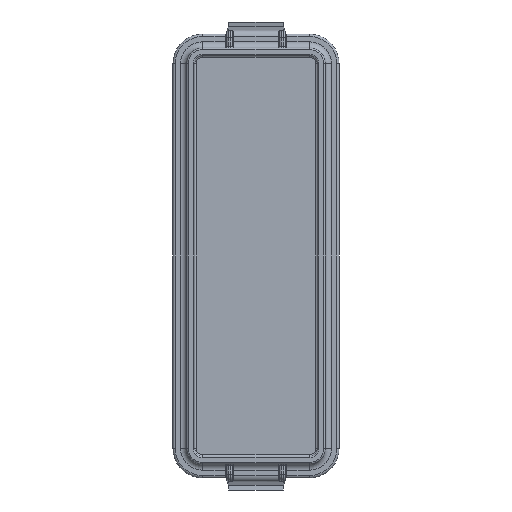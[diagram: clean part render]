
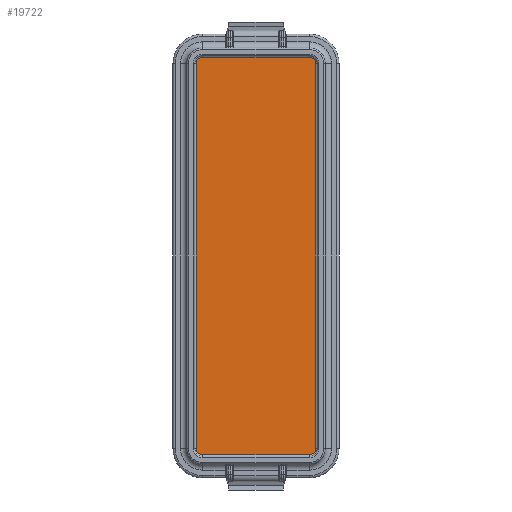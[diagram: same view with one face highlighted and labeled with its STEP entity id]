
A CAD part, front view. The second image highlights one B-rep face of the part: STEP entity #19722.
In plain terms, the highlighted planar face has unit normal (0, -1, 0).
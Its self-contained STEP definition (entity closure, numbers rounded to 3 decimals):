
#4696=DIRECTION('',(1.,0.,0.));
#4697=VECTOR('',#4696,34.6);
#4698=CARTESIAN_POINT('',(-17.3,0.,-64.35));
#4699=LINE('',#4698,#4697);
#4700=CARTESIAN_POINT('',(-17.3,0.,-62.25));
#4701=DIRECTION('',(0.,-1.,0.));
#4702=DIRECTION('',(-1.,0.,0.));
#4703=AXIS2_PLACEMENT_3D('',#4700,#4701,#4702);
#4705=DIRECTION('',(0.,0.,-1.));
#4706=VECTOR('',#4705,124.5);
#4707=CARTESIAN_POINT('',(-19.4,0.,62.25));
#4708=LINE('',#4707,#4706);
#4709=CARTESIAN_POINT('',(-17.3,0.,62.25));
#4710=DIRECTION('',(0.,-1.,0.));
#4711=DIRECTION('',(0.,0.,1.));
#4712=AXIS2_PLACEMENT_3D('',#4709,#4710,#4711);
#4714=DIRECTION('',(-1.,0.,0.));
#4715=VECTOR('',#4714,34.6);
#4716=CARTESIAN_POINT('',(17.3,0.,64.35));
#4717=LINE('',#4716,#4715);
#4718=CARTESIAN_POINT('',(17.3,0.,62.25));
#4719=DIRECTION('',(0.,-1.,0.));
#4720=DIRECTION('',(1.,0.,0.));
#4721=AXIS2_PLACEMENT_3D('',#4718,#4719,#4720);
#4723=DIRECTION('',(0.,0.,1.));
#4724=VECTOR('',#4723,124.5);
#4725=CARTESIAN_POINT('',(19.4,0.,-62.25));
#4726=LINE('',#4725,#4724);
#4727=CARTESIAN_POINT('',(17.3,0.,-62.25));
#4728=DIRECTION('',(0.,-1.,0.));
#4729=DIRECTION('',(0.,0.,-1.));
#4730=AXIS2_PLACEMENT_3D('',#4727,#4728,#4729);
#12609=CARTESIAN_POINT('',(-17.3,0.,-64.35));
#12610=CARTESIAN_POINT('',(17.3,0.,-64.35));
#12611=VERTEX_POINT('',#12609);
#12612=VERTEX_POINT('',#12610);
#12617=CARTESIAN_POINT('',(17.3,0.,64.35));
#12618=CARTESIAN_POINT('',(-17.3,0.,64.35));
#12619=VERTEX_POINT('',#12617);
#12620=VERTEX_POINT('',#12618);
#13163=CARTESIAN_POINT('',(-19.4,0.,-62.25));
#13164=VERTEX_POINT('',#13163);
#13167=CARTESIAN_POINT('',(19.4,0.,-62.25));
#13168=VERTEX_POINT('',#13167);
#13171=CARTESIAN_POINT('',(19.4,0.,62.25));
#13172=VERTEX_POINT('',#13171);
#13175=CARTESIAN_POINT('',(-19.4,0.,62.25));
#13176=VERTEX_POINT('',#13175);
#19699=CARTESIAN_POINT('',(0.,0.,0.));
#19700=DIRECTION('',(0.,1.,0.));
#19701=DIRECTION('',(0.,0.,-1.));
#19702=AXIS2_PLACEMENT_3D('',#19699,#19700,#19701);
#19703=PLANE('',#19702);
#19705=ORIENTED_EDGE('',*,*,#19704,.F.);
#19707=ORIENTED_EDGE('',*,*,#19706,.F.);
#19709=ORIENTED_EDGE('',*,*,#19708,.F.);
#19711=ORIENTED_EDGE('',*,*,#19710,.F.);
#19713=ORIENTED_EDGE('',*,*,#19712,.F.);
#19715=ORIENTED_EDGE('',*,*,#19714,.F.);
#19717=ORIENTED_EDGE('',*,*,#19716,.F.);
#19719=ORIENTED_EDGE('',*,*,#19718,.F.);
#19720=EDGE_LOOP('',(#19705,#19707,#19709,#19711,#19713,#19715,#19717,#19719));
#19721=FACE_OUTER_BOUND('',#19720,.F.);
#19722=ADVANCED_FACE('',(#19721),#19703,.F.);
#4704=CIRCLE('',#4703,2.1);
#4713=CIRCLE('',#4712,2.1);
#4722=CIRCLE('',#4721,2.1);
#4731=CIRCLE('',#4730,2.1);
#19704=EDGE_CURVE('',#12611,#12612,#4699,.T.);
#19706=EDGE_CURVE('',#13164,#12611,#4704,.T.);
#19708=EDGE_CURVE('',#13176,#13164,#4708,.T.);
#19710=EDGE_CURVE('',#12620,#13176,#4713,.T.);
#19712=EDGE_CURVE('',#12619,#12620,#4717,.T.);
#19714=EDGE_CURVE('',#13172,#12619,#4722,.T.);
#19716=EDGE_CURVE('',#13168,#13172,#4726,.T.);
#19718=EDGE_CURVE('',#12612,#13168,#4731,.T.);
